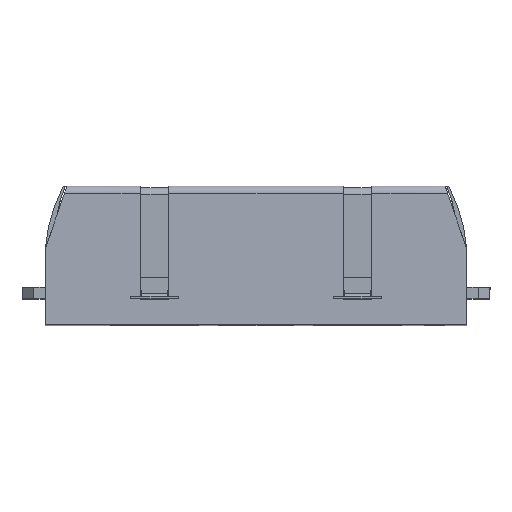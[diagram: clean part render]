
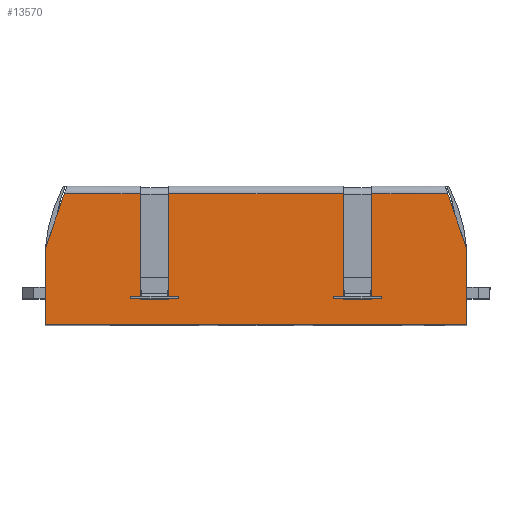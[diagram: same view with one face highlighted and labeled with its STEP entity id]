
A CAD part, top view. The second image highlights one B-rep face of the part: STEP entity #13570.
In plain terms, the highlighted planar face has unit normal (0, 0.018, 1).
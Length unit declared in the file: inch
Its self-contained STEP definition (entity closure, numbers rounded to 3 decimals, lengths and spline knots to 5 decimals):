
#78 = EDGE_CURVE ( 'NONE', #724, #12928, #11581, .T. ) ;
#589 = VECTOR ( 'NONE', #22673, 39.37008 ) ;
#676 = VECTOR ( 'NONE', #4820, 39.37008 ) ;
#692 = CARTESIAN_POINT ( 'NONE',  ( 1.60162, 0.47282, 1.50495 ) ) ;
#724 = VERTEX_POINT ( 'NONE', #8544 ) ;
#838 = CARTESIAN_POINT ( 'NONE',  ( 0.075, 0.133, 1.51088 ) ) ;
#1027 = CARTESIAN_POINT ( 'NONE',  ( 1.62887, -0.275, 1.518 ) ) ;
#1171 = CARTESIAN_POINT ( 'NONE',  ( -0.45679, 0.6857, 1.50123 ) ) ;
#1201 = CARTESIAN_POINT ( 'NONE',  ( -0.57087, 0.3937, 1.50633 ) ) ;
#1388 = LINE ( 'NONE', #4908, #10473 ) ;
#1494 = LINE ( 'NONE', #22973, #10587 ) ;
#1519 = LINE ( 'NONE', #19008, #23298 ) ;
#2081 = CARTESIAN_POINT ( 'NONE',  ( 1.52832, 0.6857, 1.50123 ) ) ;
#2448 = CARTESIAN_POINT ( 'NONE',  ( 1.133, 0.133, 1.51088 ) ) ;
#2455 = VECTOR ( 'NONE', #22595, 39.37008 ) ;
#2657 = EDGE_CURVE ( 'NONE', #11746, #20677, #12912, .T. ) ;
#2996 = CARTESIAN_POINT ( 'NONE',  ( -0.57087, -0.275, 1.518 ) ) ;
#3479 = PLANE ( 'NONE',  #16415 ) ;
#3892 = CARTESIAN_POINT ( 'NONE',  ( 0.983, 0.133, 1.51088 ) ) ;
#3931 = VECTOR ( 'NONE', #14017, 39.37008 ) ;
#4072 = ORIENTED_EDGE ( 'NONE', *, *, #19344, .F. ) ;
#4502 = LINE ( 'NONE', #14093, #12984 ) ;
#4820 = DIRECTION ( 'NONE',  ( 0., 1., -0.017 ) ) ;
#4848 = EDGE_CURVE ( 'NONE', #9538, #16884, #16998, .T. ) ;
#4908 = CARTESIAN_POINT ( 'NONE',  ( 0.075, -0.275, 1.518 ) ) ;
#5317 = DIRECTION ( 'NONE',  ( 1., 0., 0. ) ) ;
#5467 = LINE ( 'NONE', #8383, #14526 ) ;
#5773 = VERTEX_POINT ( 'NONE', #2448 ) ;
#6746 = DIRECTION ( 'NONE',  ( 0., 1., -0.017 ) ) ;
#6801 = DIRECTION ( 'NONE',  ( 0., 1., -0.017 ) ) ;
#6919 = EDGE_CURVE ( 'NONE', #18314, #15873, #10338, .T. ) ;
#7159 = EDGE_CURVE ( 'NONE', #16152, #18314, #21020, .T. ) ;
#7358 = DIRECTION ( 'NONE',  ( -1., 0., 0. ) ) ;
#7361 = CARTESIAN_POINT ( 'NONE',  ( 1.133, 0.6857, 1.50123 ) ) ;
#7523 = ORIENTED_EDGE ( 'NONE', *, *, #19315, .F. ) ;
#7551 = ORIENTED_EDGE ( 'NONE', *, *, #4848, .F. ) ;
#7945 = FACE_OUTER_BOUND ( 'NONE', #8914, .T. ) ;
#8136 = VECTOR ( 'NONE', #7358, 39.37008 ) ;
#8383 = CARTESIAN_POINT ( 'NONE',  ( -0.77672, -0.20414, 1.51676 ) ) ;
#8544 = CARTESIAN_POINT ( 'NONE',  ( -0.075, 0.6857, 1.50123 ) ) ;
#8773 = LINE ( 'NONE', #12166, #3931 ) ;
#8914 = EDGE_LOOP ( 'NONE', ( #18683, #15418, #4072, #11379, #13523, #19760, #7523, #14012, #16428, #18019, #10359, #12214, #7551, #15852 ) ) ;
#9390 = LINE ( 'NONE', #12098, #17278 ) ;
#9538 = VERTEX_POINT ( 'NONE', #2081 ) ;
#10191 = VERTEX_POINT ( 'NONE', #3892 ) ;
#10338 = LINE ( 'NONE', #2996, #676 ) ;
#10340 = VERTEX_POINT ( 'NONE', #18850 ) ;
#10359 = ORIENTED_EDGE ( 'NONE', *, *, #7159, .F. ) ;
#10473 = VECTOR ( 'NONE', #6746, 39.37008 ) ;
#10587 = VECTOR ( 'NONE', #6801, 39.37008 ) ;
#11020 = VECTOR ( 'NONE', #13855, 39.37008 ) ;
#11182 = EDGE_CURVE ( 'NONE', #9538, #21678, #9390, .T. ) ;
#11379 = ORIENTED_EDGE ( 'NONE', *, *, #2657, .T. ) ;
#11422 = VECTOR ( 'NONE', #20686, 39.37008 ) ;
#11581 = LINE ( 'NONE', #1171, #11020 ) ;
#11619 = VECTOR ( 'NONE', #13357, 39.37008 ) ;
#11746 = VERTEX_POINT ( 'NONE', #17454 ) ;
#11818 = EDGE_CURVE ( 'NONE', #5773, #21678, #1494, .T. ) ;
#11980 = CARTESIAN_POINT ( 'NONE',  ( -0.47032, 0.6857, 1.50123 ) ) ;
#12098 = CARTESIAN_POINT ( 'NONE',  ( 1.133, 0.6857, 1.50123 ) ) ;
#12104 = LINE ( 'NONE', #1027, #2455 ) ;
#12166 = CARTESIAN_POINT ( 'NONE',  ( -0.075, -0.275, 1.518 ) ) ;
#12188 = EDGE_CURVE ( 'NONE', #15873, #12928, #5467, .T. ) ;
#12214 = ORIENTED_EDGE ( 'NONE', *, *, #16302, .F. ) ;
#12245 = DIRECTION ( 'NONE',  ( 0., -1., 0.017 ) ) ;
#12426 = CARTESIAN_POINT ( 'NONE',  ( -0.57087, -0.275, 1.518 ) ) ;
#12802 = VERTEX_POINT ( 'NONE', #838 ) ;
#12912 = LINE ( 'NONE', #21776, #8136 ) ;
#12928 = VERTEX_POINT ( 'NONE', #11980 ) ;
#12984 = VECTOR ( 'NONE', #12245, 39.37008 ) ;
#13357 = DIRECTION ( 'NONE',  ( 0.326, -0.945, 0.017 ) ) ;
#13514 = CARTESIAN_POINT ( 'NONE',  ( 1.62887, 0.3937, 1.50633 ) ) ;
#13523 = ORIENTED_EDGE ( 'NONE', *, *, #14127, .F. ) ;
#13570 = ADVANCED_FACE ( 'NONE', ( #7945 ), #3479, .T. ) ;
#13855 = DIRECTION ( 'NONE',  ( -1., 0., 0. ) ) ;
#14012 = ORIENTED_EDGE ( 'NONE', *, *, #78, .T. ) ;
#14017 = DIRECTION ( 'NONE',  ( 0., -1., 0.017 ) ) ;
#14093 = CARTESIAN_POINT ( 'NONE',  ( 0.983, -0.275, 1.518 ) ) ;
#14127 = EDGE_CURVE ( 'NONE', #12802, #20677, #1388, .T. ) ;
#14464 = EDGE_CURVE ( 'NONE', #5773, #10191, #15051, .T. ) ;
#14526 = VECTOR ( 'NONE', #20981, 39.37008 ) ;
#14735 = CARTESIAN_POINT ( 'NONE',  ( 1.62887, 0., 1.5132 ) ) ;
#15051 = LINE ( 'NONE', #20853, #589 ) ;
#15418 = ORIENTED_EDGE ( 'NONE', *, *, #14464, .T. ) ;
#15852 = ORIENTED_EDGE ( 'NONE', *, *, #11182, .T. ) ;
#15873 = VERTEX_POINT ( 'NONE', #1201 ) ;
#16143 = DIRECTION ( 'NONE',  ( 0., 0.017, 1. ) ) ;
#16152 = VERTEX_POINT ( 'NONE', #14735 ) ;
#16302 = EDGE_CURVE ( 'NONE', #16884, #16152, #12104, .T. ) ;
#16415 = AXIS2_PLACEMENT_3D ( 'NONE', #12426, #16143, #5317 ) ;
#16428 = ORIENTED_EDGE ( 'NONE', *, *, #12188, .F. ) ;
#16884 = VERTEX_POINT ( 'NONE', #13514 ) ;
#16998 = LINE ( 'NONE', #692, #11619 ) ;
#17133 = CARTESIAN_POINT ( 'NONE',  ( -0.57087, 0., 1.5132 ) ) ;
#17278 = VECTOR ( 'NONE', #21091, 39.37008 ) ;
#17454 = CARTESIAN_POINT ( 'NONE',  ( 0.983, 0.6857, 1.50123 ) ) ;
#18019 = ORIENTED_EDGE ( 'NONE', *, *, #6919, .F. ) ;
#18314 = VERTEX_POINT ( 'NONE', #17133 ) ;
#18683 = ORIENTED_EDGE ( 'NONE', *, *, #11818, .F. ) ;
#18850 = CARTESIAN_POINT ( 'NONE',  ( -0.075, 0.133, 1.51088 ) ) ;
#18888 = CARTESIAN_POINT ( 'NONE',  ( -0.57087, 0., 1.5132 ) ) ;
#19008 = CARTESIAN_POINT ( 'NONE',  ( -0.57087, 0.133, 1.51088 ) ) ;
#19315 = EDGE_CURVE ( 'NONE', #724, #10340, #8773, .T. ) ;
#19344 = EDGE_CURVE ( 'NONE', #11746, #10191, #4502, .T. ) ;
#19760 = ORIENTED_EDGE ( 'NONE', *, *, #21393, .F. ) ;
#20677 = VERTEX_POINT ( 'NONE', #22676 ) ;
#20686 = DIRECTION ( 'NONE',  ( -1., 0., 0. ) ) ;
#20792 = DIRECTION ( 'NONE',  ( 1., 0., 0. ) ) ;
#20853 = CARTESIAN_POINT ( 'NONE',  ( -0.57087, 0.133, 1.51088 ) ) ;
#20981 = DIRECTION ( 'NONE',  ( 0.326, 0.945, -0.017 ) ) ;
#21020 = LINE ( 'NONE', #18888, #11422 ) ;
#21091 = DIRECTION ( 'NONE',  ( -1., 0., 0. ) ) ;
#21393 = EDGE_CURVE ( 'NONE', #10340, #12802, #1519, .T. ) ;
#21678 = VERTEX_POINT ( 'NONE', #7361 ) ;
#21776 = CARTESIAN_POINT ( 'NONE',  ( 0.075, 0.6857, 1.50123 ) ) ;
#22595 = DIRECTION ( 'NONE',  ( 0., -1., 0.017 ) ) ;
#22673 = DIRECTION ( 'NONE',  ( -1., 0., 0. ) ) ;
#22676 = CARTESIAN_POINT ( 'NONE',  ( 0.075, 0.6857, 1.50123 ) ) ;
#22973 = CARTESIAN_POINT ( 'NONE',  ( 1.133, -0.275, 1.518 ) ) ;
#23298 = VECTOR ( 'NONE', #20792, 39.37008 ) ;
